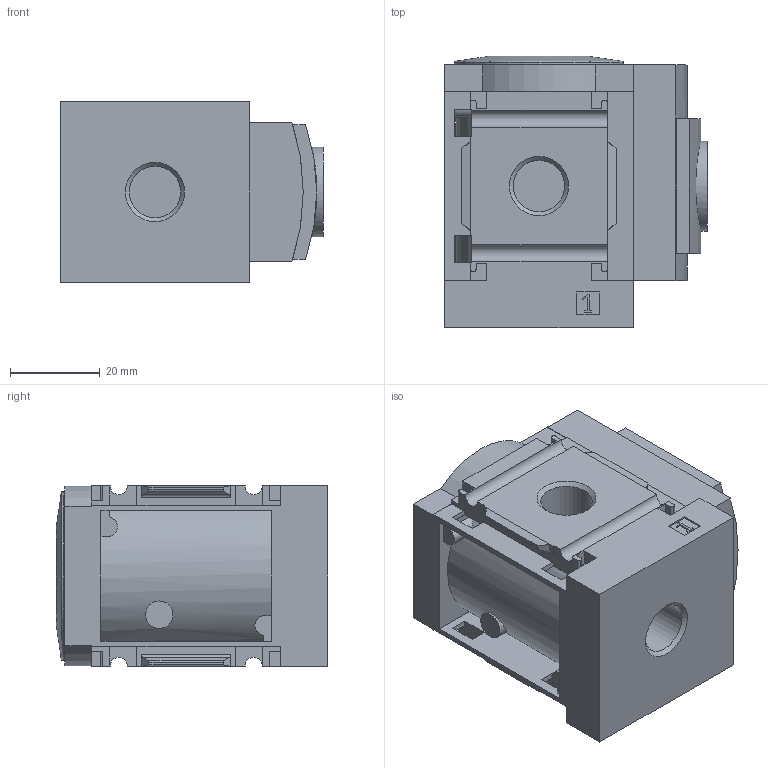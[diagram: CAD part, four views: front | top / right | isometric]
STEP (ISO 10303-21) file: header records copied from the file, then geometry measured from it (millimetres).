
FILE_DESCRIPTION(/* description */ ('STEP AP214'),/* implementation_level */ '2;1');
FILE_NAME(/* name */ '8183570_MS4-FRM-1_4-A8-F1A',/* time_stamp */ '2024-09-09T16:23:35+02:00',/* author */ ('License CC BY-ND 4.0'),/* organization */ ('CADENAS'),/* preprocessor_version */ 'ST-DEVELOPER v19.3',/* originating_system */ 'PARTsolutions',/* authorisation */ ' ');
FILE_SCHEMA (('AUTOMOTIVE_DESIGN {1 0 10303 214 3 1 1}'));
Length unit declared in the file: millimetre
Products named in the file (2): 8183570 MS4-FRM-1/4-A8-F1A; 527703 MS4-FRM-1/4-A8-0s
Assembly tree (1 placements, depth 2):
  8183570 MS4-FRM-1/4-A8-F1A
    527703 MS4-FRM-1/4-A8-0s
Bounding box: 58.5 x 60.4 x 40.2 mm (x, y, z)
Volume: 102843.9 mm3; surface area: 19269.9 mm2
Topology: 1 solids, 1 shells, 231 faces, 633 edges, 416 vertices
Faces by surface type: plane 168, cylinder 50, cone 9, torus 3, sphere 1
Full cylindrical faces by diameter (mm): 6.1 x1, 8.566 x1, 11.445 x4, 20 x1, 22 x1, 22.2 x1, 37.6 x1
Entity records: 7208 total; most frequent: CARTESIAN_POINT 1298, ORIENTED_EDGE 1212, DIRECTION 1180, EDGE_CURVE 606, LINE 490, VECTOR 490, VERTEX_POINT 412, AXIS2_PLACEMENT_3D 345
